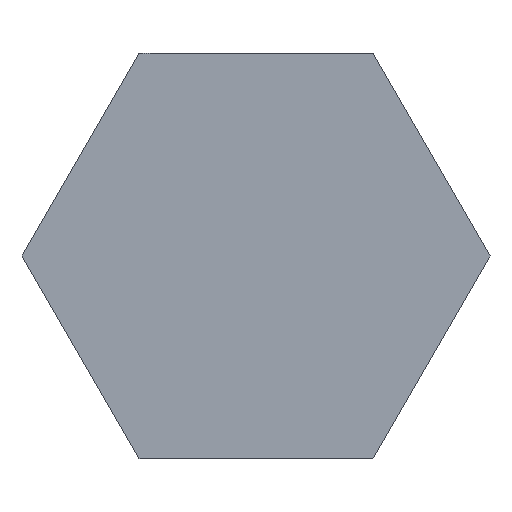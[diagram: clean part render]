
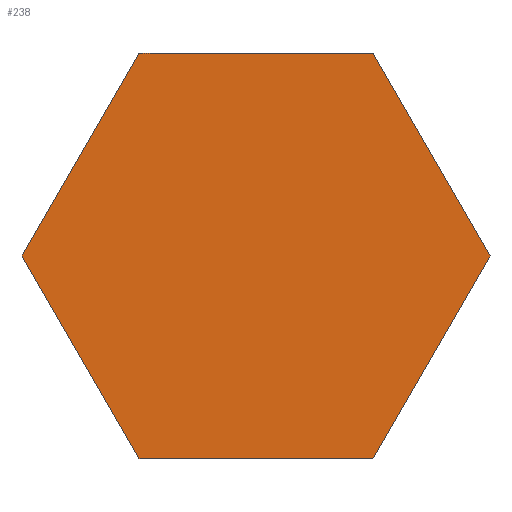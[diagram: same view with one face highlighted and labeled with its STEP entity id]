
A CAD part, front view. The second image highlights one B-rep face of the part: STEP entity #238.
In plain terms, the highlighted planar face has unit normal (0, -1, 0).
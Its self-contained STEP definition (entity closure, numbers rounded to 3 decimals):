
#12 = LINE ( 'NONE', #460, #455 ) ;
#18 = CARTESIAN_POINT ( 'NONE',  ( 4.041, 0., 0. ) ) ;
#33 = VECTOR ( 'NONE', #286, 1000. ) ;
#39 = CARTESIAN_POINT ( 'NONE',  ( -2.021, 0., -3.5 ) ) ;
#41 = VECTOR ( 'NONE', #380, 1000. ) ;
#53 = VECTOR ( 'NONE', #476, 1000. ) ;
#63 = ORIENTED_EDGE ( 'NONE', *, *, #150, .F. ) ;
#64 = CARTESIAN_POINT ( 'NONE',  ( -2.021, 0., 3.5 ) ) ;
#76 = CARTESIAN_POINT ( 'NONE',  ( 2.021, 0., -3.5 ) ) ;
#93 = VERTEX_POINT ( 'NONE', #390 ) ;
#123 = ORIENTED_EDGE ( 'NONE', *, *, #396, .F. ) ;
#139 = LINE ( 'NONE', #551, #33 ) ;
#141 = EDGE_CURVE ( 'NONE', #93, #267, #269, .T. ) ;
#142 = DIRECTION ( 'NONE',  ( 0., 1., 0. ) ) ;
#150 = EDGE_CURVE ( 'NONE', #459, #541, #163, .T. ) ;
#157 = LINE ( 'NONE', #64, #266 ) ;
#160 = ORIENTED_EDGE ( 'NONE', *, *, #257, .F. ) ;
#163 = LINE ( 'NONE', #434, #377 ) ;
#209 = CARTESIAN_POINT ( 'NONE',  ( -4.041, 0., 0. ) ) ;
#214 = EDGE_LOOP ( 'NONE', ( #363, #160, #227, #246, #63, #123 ) ) ;
#227 = ORIENTED_EDGE ( 'NONE', *, *, #141, .F. ) ;
#238 = ADVANCED_FACE ( 'NONE', ( #509 ), #394, .F. ) ;
#240 = DIRECTION ( 'NONE',  ( 0.5, 0., -0.866 ) ) ;
#246 = ORIENTED_EDGE ( 'NONE', *, *, #474, .F. ) ;
#257 = EDGE_CURVE ( 'NONE', #267, #515, #157, .T. ) ;
#266 = VECTOR ( 'NONE', #491, 1000. ) ;
#267 = VERTEX_POINT ( 'NONE', #311 ) ;
#269 = LINE ( 'NONE', #209, #53 ) ;
#286 = DIRECTION ( 'NONE',  ( -0.5, 0., 0.866 ) ) ;
#311 = CARTESIAN_POINT ( 'NONE',  ( -2.021, 0., 3.5 ) ) ;
#320 = VERTEX_POINT ( 'NONE', #18 ) ;
#363 = ORIENTED_EDGE ( 'NONE', *, *, #511, .F. ) ;
#377 = VECTOR ( 'NONE', #475, 1000. ) ;
#380 = DIRECTION ( 'NONE',  ( -0.5, 0., -0.866 ) ) ;
#390 = CARTESIAN_POINT ( 'NONE',  ( -4.041, 0., 0. ) ) ;
#394 = PLANE ( 'NONE',  #462 ) ;
#396 = EDGE_CURVE ( 'NONE', #320, #459, #479, .T. ) ;
#434 = CARTESIAN_POINT ( 'NONE',  ( 2.021, 0., -3.5 ) ) ;
#443 = DIRECTION ( 'NONE',  ( 0., 0., 1. ) ) ;
#455 = VECTOR ( 'NONE', #240, 1000. ) ;
#459 = VERTEX_POINT ( 'NONE', #76 ) ;
#460 = CARTESIAN_POINT ( 'NONE',  ( 2.021, 0., 3.5 ) ) ;
#462 = AXIS2_PLACEMENT_3D ( 'NONE', #520, #142, #443 ) ;
#464 = CARTESIAN_POINT ( 'NONE',  ( 4.041, 0., 0. ) ) ;
#474 = EDGE_CURVE ( 'NONE', #541, #93, #139, .T. ) ;
#475 = DIRECTION ( 'NONE',  ( -1., 0., 0. ) ) ;
#476 = DIRECTION ( 'NONE',  ( 0.5, 0., 0.866 ) ) ;
#479 = LINE ( 'NONE', #464, #41 ) ;
#491 = DIRECTION ( 'NONE',  ( 1., 0., 0. ) ) ;
#509 = FACE_OUTER_BOUND ( 'NONE', #214, .T. ) ;
#511 = EDGE_CURVE ( 'NONE', #515, #320, #12, .T. ) ;
#515 = VERTEX_POINT ( 'NONE', #552 ) ;
#520 = CARTESIAN_POINT ( 'NONE',  ( 0., 0., 0. ) ) ;
#541 = VERTEX_POINT ( 'NONE', #39 ) ;
#551 = CARTESIAN_POINT ( 'NONE',  ( -2.021, 0., -3.5 ) ) ;
#552 = CARTESIAN_POINT ( 'NONE',  ( 2.021, 0., 3.5 ) ) ;
